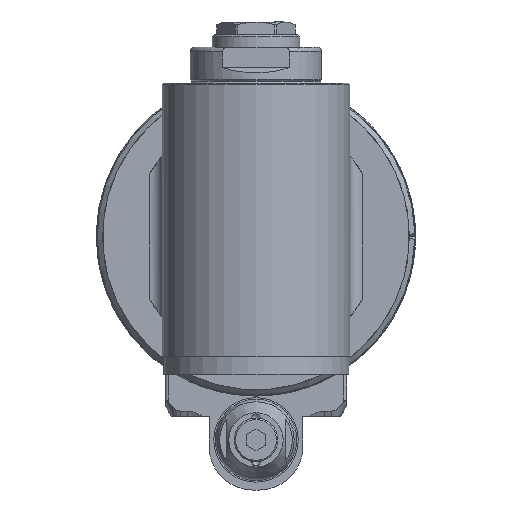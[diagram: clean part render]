
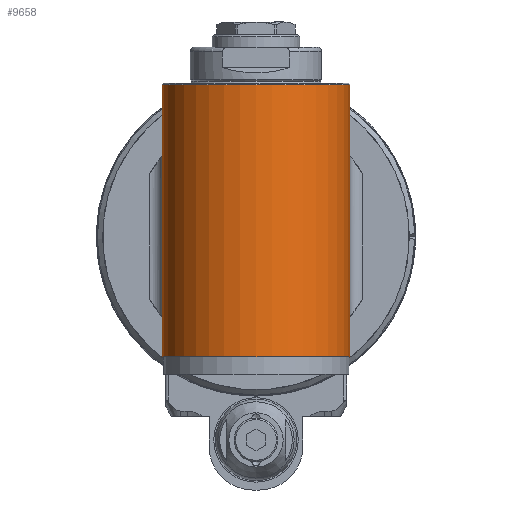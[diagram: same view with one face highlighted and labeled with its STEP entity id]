
A CAD part, front view. The second image highlights one B-rep face of the part: STEP entity #9658.
In plain terms, the highlighted cylindrical face has radius 30 mm (diameter 60 mm), a full revolution.
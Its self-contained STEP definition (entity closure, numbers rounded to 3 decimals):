
#788=FACE_OUTER_BOUND('',#1385,.T.);
#1385=EDGE_LOOP('',(#6496,#6497,#6498,#6499,#6500,#6501,#6502,#6503,#6504));
#2060=LINE('',#14583,#2758);
#2061=LINE('',#14587,#2759);
#2062=LINE('',#14591,#2760);
#2758=VECTOR('',#11509,30.);
#2759=VECTOR('',#11512,80.5);
#2760=VECTOR('',#11515,80.5);
#3456=CIRCLE('',#10313,30.);
#3457=CIRCLE('',#10314,30.);
#3458=CIRCLE('',#10315,30.);
#3459=CIRCLE('',#10316,30.);
#3460=CIRCLE('',#10317,30.);
#4021=VERTEX_POINT('',#14578);
#4022=VERTEX_POINT('',#14579);
#4023=VERTEX_POINT('',#14582);
#4024=VERTEX_POINT('',#14584);
#4025=VERTEX_POINT('',#14586);
#4026=VERTEX_POINT('',#14588);
#4027=VERTEX_POINT('',#14590);
#4994=EDGE_CURVE('',#4021,#4022,#3456,.T.);
#4995=EDGE_CURVE('',#4022,#4021,#3457,.T.);
#4996=EDGE_CURVE('',#4022,#4023,#2060,.T.);
#4997=EDGE_CURVE('',#4024,#4023,#3458,.T.);
#4998=EDGE_CURVE('',#4025,#4024,#2061,.T.);
#4999=EDGE_CURVE('',#4026,#4025,#3459,.T.);
#5000=EDGE_CURVE('',#4027,#4026,#2062,.T.);
#5001=EDGE_CURVE('',#4023,#4027,#3460,.T.);
#6496=ORIENTED_EDGE('',*,*,#4994,.F.);
#6497=ORIENTED_EDGE('',*,*,#4995,.F.);
#6498=ORIENTED_EDGE('',*,*,#4996,.T.);
#6499=ORIENTED_EDGE('',*,*,#4997,.F.);
#6500=ORIENTED_EDGE('',*,*,#4998,.F.);
#6501=ORIENTED_EDGE('',*,*,#4999,.F.);
#6502=ORIENTED_EDGE('',*,*,#5000,.F.);
#6503=ORIENTED_EDGE('',*,*,#5001,.F.);
#6504=ORIENTED_EDGE('',*,*,#4996,.F.);
#9500=CYLINDRICAL_SURFACE('',#10312,30.);
#9658=ADVANCED_FACE('',(#788),#9500,.T.);
#10312=AXIS2_PLACEMENT_3D('',#14577,#11503,#11504);
#10313=AXIS2_PLACEMENT_3D('',#14580,#11505,#11506);
#10314=AXIS2_PLACEMENT_3D('',#14581,#11507,#11508);
#10315=AXIS2_PLACEMENT_3D('',#14585,#11510,#11511);
#10316=AXIS2_PLACEMENT_3D('',#14589,#11513,#11514);
#10317=AXIS2_PLACEMENT_3D('',#14592,#11516,#11517);
#11503=DIRECTION('center_axis',(1.,0.,0.));
#11504=DIRECTION('ref_axis',(0.,-1.,0.));
#11505=DIRECTION('center_axis',(1.,0.,0.));
#11506=DIRECTION('ref_axis',(0.,-0.5,-0.866));
#11507=DIRECTION('center_axis',(1.,0.,0.));
#11508=DIRECTION('ref_axis',(0.,-0.5,-0.866));
#11509=DIRECTION('',(-1.,0.,0.));
#11510=DIRECTION('center_axis',(-1.,0.,0.));
#11511=DIRECTION('ref_axis',(0.,0.,1.));
#11512=DIRECTION('',(1.,0.,0.));
#11513=DIRECTION('center_axis',(-1.,0.,0.));
#11514=DIRECTION('ref_axis',(0.,0.,-1.));
#11515=DIRECTION('',(-1.,0.,0.));
#11516=DIRECTION('center_axis',(-1.,0.,0.));
#11517=DIRECTION('ref_axis',(0.,0.,1.));
#14577=CARTESIAN_POINT('Origin',(0.,-23.,0.));
#14578=CARTESIAN_POINT('',(37.66,-38.,-25.981));
#14579=CARTESIAN_POINT('',(37.66,7.,0.));
#14580=CARTESIAN_POINT('Origin',(37.66,-23.,0.));
#14581=CARTESIAN_POINT('Origin',(37.66,-23.,0.));
#14582=CARTESIAN_POINT('',(31.16,7.,0.));
#14583=CARTESIAN_POINT('',(0.,7.,0.));
#14584=CARTESIAN_POINT('',(31.16,-23.,30.));
#14585=CARTESIAN_POINT('Origin',(31.16,-23.,0.));
#14586=CARTESIAN_POINT('',(-49.34,-23.,30.));
#14587=CARTESIAN_POINT('',(-49.34,-23.,30.));
#14588=CARTESIAN_POINT('',(-49.34,-23.,-30.));
#14589=CARTESIAN_POINT('Origin',(-49.34,-23.,0.));
#14590=CARTESIAN_POINT('',(31.16,-23.,-30.));
#14591=CARTESIAN_POINT('',(31.16,-23.,-30.));
#14592=CARTESIAN_POINT('Origin',(31.16,-23.,0.));
